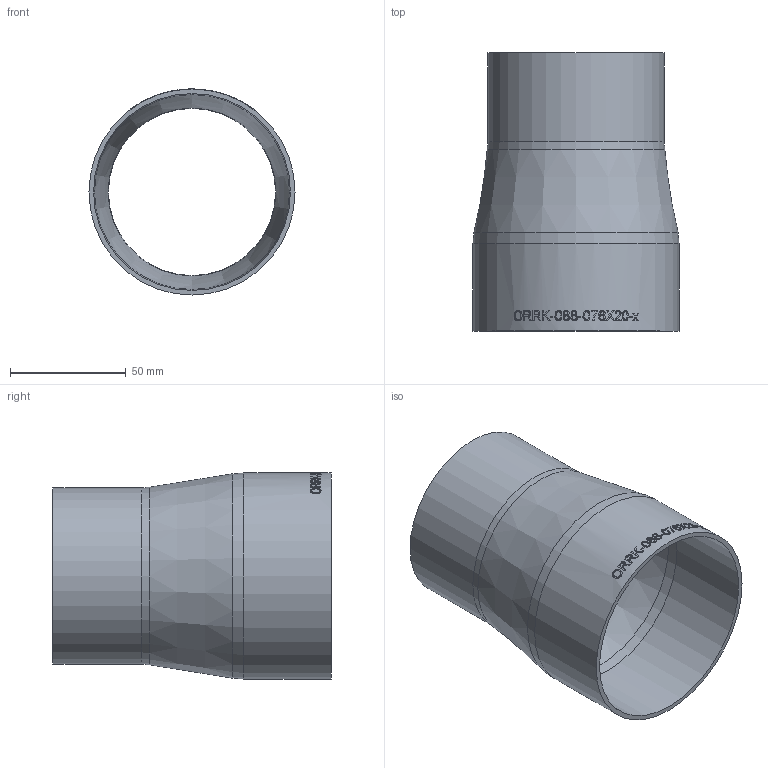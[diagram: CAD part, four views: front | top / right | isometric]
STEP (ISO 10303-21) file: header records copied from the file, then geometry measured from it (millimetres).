
FILE_DESCRIPTION (( 'STEP AP214' ), '1' );
FILE_NAME ('ORRK-088-076X20-x Reduzierung orbital ISO Koncenter 2008.STEP', '2020-08-17T09:29:36', ( '' ), ( '' ), 'SwSTEP 2.0', 'SolidWorks 2019', '' );
FILE_SCHEMA (( 'AUTOMOTIVE_DESIGN' ));
Length unit declared in the file: millimetre
Products named in the file (1): ORRK-088-076X20-x Reduzierung orbital ISO Koncenter 2008
Bounding box: 88.9 x 120 x 88.9 mm (x, y, z)
Volume: 60739.5 mm3; surface area: 61969.3 mm2
Topology: 1 solids, 1 shells, 240 faces, 622 edges, 412 vertices
Faces by surface type: bspline 147, plane 55, cylinder 32, torus 4, cone 2
Full cylindrical faces by diameter (mm): 72.1 x1, 76.1 x1, 84.9 x1, 88.9 x1
Entity records: 32242 total; most frequent: CARTESIAN_POINT 25251, ORIENTED_EDGE 1224, EDGE_CURVE 612, B_SPLINE_CURVE_WITH_KNOTS 461, DIRECTION 421, VERTEX_POINT 412, EDGE_LOOP 280, FACE_OUTER_BOUND 248
